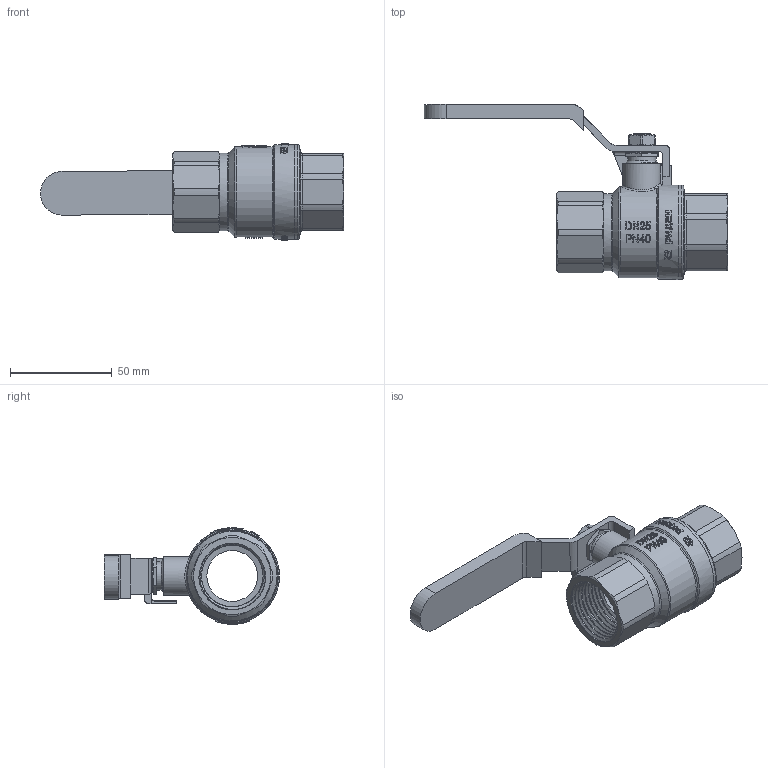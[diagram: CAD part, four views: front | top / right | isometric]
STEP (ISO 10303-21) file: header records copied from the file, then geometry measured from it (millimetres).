
FILE_DESCRIPTION(/* description */ (''),/* implementation_level */ '2;1');
FILE_NAME(/* name */ '065B8309R RD DN25 Ball Valve.stp',/* time_stamp */ '2025-07-30T16:49:38+08:00',/* author */ ('lsy96'),/* organization */ (''),/* preprocessor_version */ 'ST-DEVELOPER v20',/* originating_system */ 'Autodesk Inventor 2022',/* authorisation */ '');
FILE_SCHEMA (('AUTOMOTIVE_DESIGN { 1 0 10303 214 3 1 1 }'));
Products named in the file (12): DN25 内螺纹球阀; G1内螺纹阀体; Spindle; Filler; Nut; Cap; G1"&G1 1/4"; Plastic sleeve; DN25 Sealing Seat; G1“内螺纹八角阀座; Oring 8.6×2.7; DN 25 Ball
Assembly tree (12 placements, depth 2):
  DN25 内螺纹球阀
    G1内螺纹阀体
    Spindle
    Filler
    Nut
    Cap
    G1"&G1 1/4"
    Plastic sleeve
    DN25 Sealing Seat  x2
    G1“内螺纹八角阀座
    Oring 8.6×2.7
    DN 25 Ball
Bounding box: 149.15 x 86.1 x 47.5 mm (x, y, z)
Volume: 74853.2 mm3; surface area: 57669 mm2
Topology: 12 solids, 12 shells, 1061 faces, 2798 edges, 1842 vertices
Faces by surface type: plane 506, bspline 306, cylinder 157, cone 67, torus 22, sphere 3
Full cylindrical faces by diameter (mm): 7 x1, 8 x1, 8.7 x1, 9.5 x2, 9.6 x1, 10.1 x1, 12 x1, 12.1 x1, 14 x2, 14.5 x5, 16 x2, 25 x3, 25.5 x2, 30.291 x16, 33.7 x4, 38 x1, 40.5 x8, 42 x8, 42.5 x1, 44.7 x1, 46.5 x2
Entity records: 50286 total; most frequent: CARTESIAN_POINT 24859, ORIENTED_EDGE 5562, DIRECTION 3979, EDGE_CURVE 2781, VERTEX_POINT 1832, LINE 1427, VECTOR 1427, AXIS2_PLACEMENT_3D 1276
